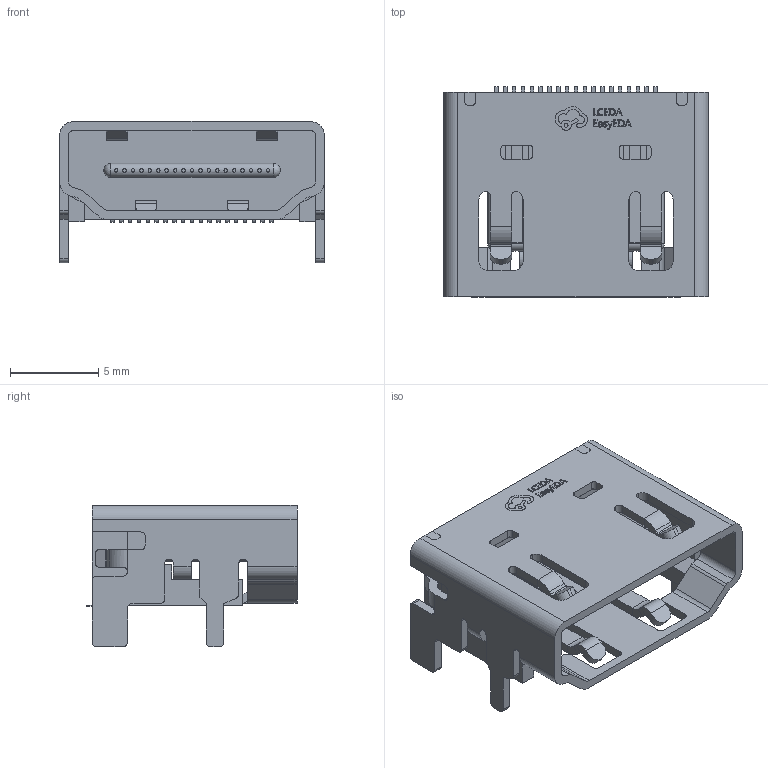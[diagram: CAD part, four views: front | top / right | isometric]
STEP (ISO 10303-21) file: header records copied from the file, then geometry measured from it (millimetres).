
FILE_DESCRIPTION(/* description */ ('','CAx-IF Rec.Pracs.---Representation and Presentation of Product Manufacturing Information (PMI)---4.0---2014-10-13'),/* implementation_level */ '2;1');
FILE_NAME(/* name */ '13lB-HDMIOUT-HDMI-SMD_HDMI-019S.step',/* time_stamp */ '2025-03-21T14:30:57+08:00',/* author */ (''),/* organization */ (''),/* preprocessor_version */ 'ST-DEVELOPER v20',/* originating_system */ 'Autodesk Translation Framework v13.20.0.188',/* authorisation */ '');
FILE_SCHEMA (('AP242_MANAGED_MODEL_BASED_3D_ENGINEERING_MIM_LF { 1 0 10303 442 1 1 4 }'));
Length unit declared in the file: millimetre
Products named in the file (2): 13lB-HDMIOUT-HDMI-SMD_HDMI-019S; COMPOUND
Assembly tree (1 placements, depth 2):
  13lB-HDMIOUT-HDMI-SMD_HDMI-019S
    COMPOUND
Bounding box: 15 x 11.9 x 8.01 mm (x, y, z)
Volume: 392.2 mm3; surface area: 1308.4 mm2
Topology: 22 solids, 22 shells, 1027 faces, 2629 edges, 1685 vertices
Faces by surface type: plane 708, cylinder 205, bspline 112, sphere 2
Full cylindrical faces by diameter (mm): 0.2 x19
Entity records: 33594 total; most frequent: CARTESIAN_POINT 7884, ORIENTED_EDGE 5256, DIRECTION 4759, EDGE_CURVE 2628, LINE 1969, VECTOR 1969, VERTEX_POINT 1685, AXIS2_PLACEMENT_3D 1395
